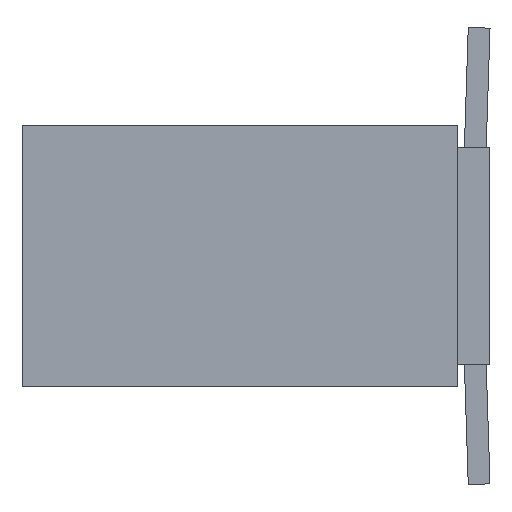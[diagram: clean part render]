
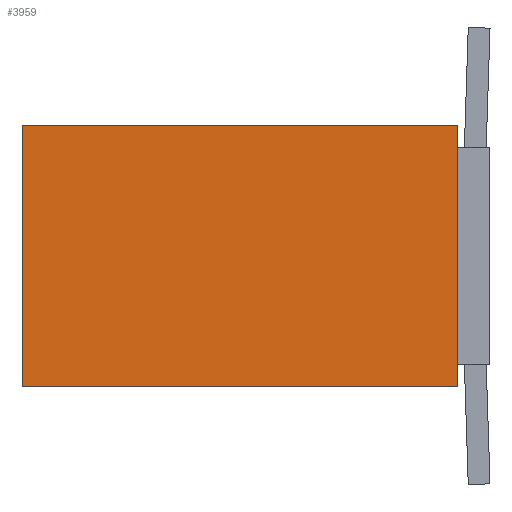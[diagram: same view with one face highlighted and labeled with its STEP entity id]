
A CAD part, left-side view. The second image highlights one B-rep face of the part: STEP entity #3959.
In plain terms, the highlighted planar face has unit normal (-1, 0, 0).
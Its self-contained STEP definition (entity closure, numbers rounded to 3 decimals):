
#125 = CARTESIAN_POINT ( 'NONE',  ( 0., 0., -2.4 ) ) ;
#268 = PLANE ( 'NONE',  #1111 ) ;
#276 = ORIENTED_EDGE ( 'NONE', *, *, #4302, .F. ) ;
#429 = ORIENTED_EDGE ( 'NONE', *, *, #2671, .T. ) ;
#624 = CARTESIAN_POINT ( 'NONE',  ( 0., -4., 0. ) ) ;
#718 = DIRECTION ( 'NONE',  ( 0., 1., 0. ) ) ;
#747 = VERTEX_POINT ( 'NONE', #1942 ) ;
#1111 = AXIS2_PLACEMENT_3D ( 'NONE', #1140, #5095, #718 ) ;
#1140 = CARTESIAN_POINT ( 'NONE',  ( 0., -4., -2.4 ) ) ;
#1455 = LINE ( 'NONE', #3302, #3577 ) ;
#1553 = VERTEX_POINT ( 'NONE', #3170 ) ;
#1659 = CARTESIAN_POINT ( 'NONE',  ( 0., -4., 0. ) ) ;
#1678 = DIRECTION ( 'NONE',  ( 0., 1., 0. ) ) ;
#1861 = VECTOR ( 'NONE', #3163, 1000. ) ;
#1942 = CARTESIAN_POINT ( 'NONE',  ( 0., 0., -2.4 ) ) ;
#2137 = LINE ( 'NONE', #1659, #5282 ) ;
#2581 = VERTEX_POINT ( 'NONE', #3362 ) ;
#2671 = EDGE_CURVE ( 'NONE', #5319, #1553, #2137, .T. ) ;
#2693 = DIRECTION ( 'NONE',  ( 0., 1., 0. ) ) ;
#2904 = DIRECTION ( 'NONE',  ( 0., 0., 1. ) ) ;
#3163 = DIRECTION ( 'NONE',  ( 0., 0., 1. ) ) ;
#3170 = CARTESIAN_POINT ( 'NONE',  ( 0., 0., 0. ) ) ;
#3302 = CARTESIAN_POINT ( 'NONE',  ( 0., -4., -2.4 ) ) ;
#3362 = CARTESIAN_POINT ( 'NONE',  ( 0., -4., -2.4 ) ) ;
#3573 = ORIENTED_EDGE ( 'NONE', *, *, #5211, .F. ) ;
#3577 = VECTOR ( 'NONE', #2904, 1000. ) ;
#3851 = ORIENTED_EDGE ( 'NONE', *, *, #3863, .T. ) ;
#3863 = EDGE_CURVE ( 'NONE', #2581, #5319, #1455, .T. ) ;
#3959 = ADVANCED_FACE ( 'NONE', ( #4817 ), #268, .T. ) ;
#4034 = CARTESIAN_POINT ( 'NONE',  ( 0., -4., -2.4 ) ) ;
#4205 = LINE ( 'NONE', #125, #1861 ) ;
#4302 = EDGE_CURVE ( 'NONE', #2581, #747, #4970, .T. ) ;
#4781 = EDGE_LOOP ( 'NONE', ( #3573, #276, #3851, #429 ) ) ;
#4817 = FACE_OUTER_BOUND ( 'NONE', #4781, .T. ) ;
#4970 = LINE ( 'NONE', #4034, #5232 ) ;
#5095 = DIRECTION ( 'NONE',  ( -1., 0., 0. ) ) ;
#5211 = EDGE_CURVE ( 'NONE', #747, #1553, #4205, .T. ) ;
#5232 = VECTOR ( 'NONE', #2693, 1000. ) ;
#5282 = VECTOR ( 'NONE', #1678, 1000. ) ;
#5319 = VERTEX_POINT ( 'NONE', #624 ) ;
